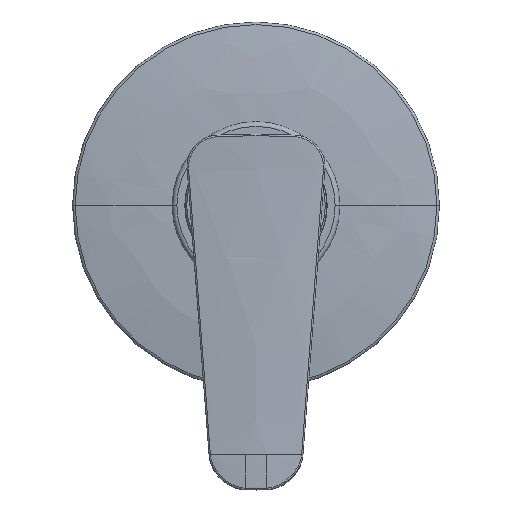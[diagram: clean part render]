
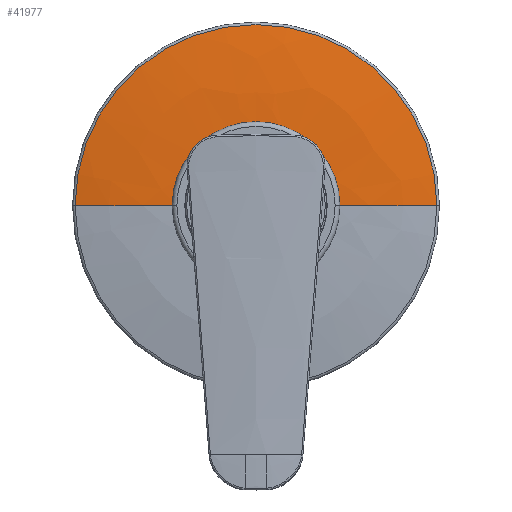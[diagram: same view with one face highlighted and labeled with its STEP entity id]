
A CAD part, top view. The second image highlights one B-rep face of the part: STEP entity #41977.
In plain terms, the highlighted free-form (B-spline) face has degree [3, 3] with [7, 4] control points.
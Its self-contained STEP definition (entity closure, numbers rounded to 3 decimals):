
#41616=CARTESIAN_POINT('',(0.,0.,49.));
#41617=DIRECTION('',(0.,0.,-1.));
#41618=DIRECTION('',(-1.,0.,0.));
#41619=AXIS2_PLACEMENT_3D('',#41616,#41617,#41618);
#41621=CARTESIAN_POINT('',(0.,0.,46.149));
#41622=DIRECTION('',(0.,0.,1.));
#41623=DIRECTION('',(1.,0.,0.));
#41624=AXIS2_PLACEMENT_3D('',#41621,#41622,#41623);
#41641=CARTESIAN_POINT('',(-25.,0.,-134.));
#41642=DIRECTION('',(0.,1.,0.));
#41643=DIRECTION('',(-0.176,0.,0.984));
#41644=AXIS2_PLACEMENT_3D('',#41641,#41642,#41643);
#41646=CARTESIAN_POINT('',(25.,0.,-134.));
#41647=DIRECTION('',(0.,-1.,0.));
#41648=DIRECTION('',(0.176,0.,0.984));
#41649=AXIS2_PLACEMENT_3D('',#41646,#41647,#41648);
#41689=CARTESIAN_POINT('',(-25.,0.,49.));
#41691=VERTEX_POINT('',#41689);
#41693=CARTESIAN_POINT('',(25.,0.,49.));
#41695=VERTEX_POINT('',#41693);
#41705=CARTESIAN_POINT('',(-57.176,0.,46.149));
#41706=CARTESIAN_POINT('',(57.176,0.,
46.149));
#41707=VERTEX_POINT('',#41705);
#41708=VERTEX_POINT('',#41706);
#41939=CARTESIAN_POINT('',(-24.305,-1.529,
48.999));
#41940=CARTESIAN_POINT('',(-35.511,-2.234,
49.039));
#41941=CARTESIAN_POINT('',(-46.674,-2.936,
48.048));
#41942=CARTESIAN_POINT('',(-57.698,-3.63,
46.034));
#41943=CARTESIAN_POINT('',(-25.246,13.428,
48.999));
#41944=CARTESIAN_POINT('',(-36.886,19.619,
49.039));
#41945=CARTESIAN_POINT('',(-48.481,25.786,
48.048));
#41946=CARTESIAN_POINT('',(-59.932,31.877,
46.034));
#41947=CARTESIAN_POINT('',(-14.987,24.353,
48.999));
#41948=CARTESIAN_POINT('',(-21.897,35.581,
49.039));
#41949=CARTESIAN_POINT('',(-28.78,46.766,
48.048));
#41950=CARTESIAN_POINT('',(-35.578,57.812,
46.034));
#41951=CARTESIAN_POINT('',(0.,24.353,48.999));
#41952=CARTESIAN_POINT('',(0.,35.581,49.039));
#41953=CARTESIAN_POINT('',(0.,46.766,48.048));
#41954=CARTESIAN_POINT('',(0.,57.812,46.034));
#41955=CARTESIAN_POINT('',(14.987,24.353,48.999));
#41956=CARTESIAN_POINT('',(21.897,35.581,49.039));
#41957=CARTESIAN_POINT('',(28.78,46.766,48.048));
#41958=CARTESIAN_POINT('',(35.578,57.812,46.034));
#41959=CARTESIAN_POINT('',(25.246,13.428,48.999));
#41960=CARTESIAN_POINT('',(36.886,19.619,49.039));
#41961=CARTESIAN_POINT('',(48.481,25.786,48.048));
#41962=CARTESIAN_POINT('',(59.932,31.877,46.034));
#41963=CARTESIAN_POINT('',(24.305,-1.529,
48.999));
#41964=CARTESIAN_POINT('',(35.511,-2.234,
49.039));
#41965=CARTESIAN_POINT('',(46.674,-2.936,
48.048));
#41966=CARTESIAN_POINT('',(57.698,-3.63,
46.034));
#41967=(BOUNDED_SURFACE()B_SPLINE_SURFACE(3,3,((#41939,#41940,#41941,#41942),(
#41943,#41944,#41945,#41946),(#41947,#41948,#41949,#41950),(#41951,#41952,
#41953,#41954),(#41955,#41956,#41957,#41958),(#41959,#41960,#41961,#41962),(
#41963,#41964,#41965,#41966)),.UNSPECIFIED.,.F.,.F.,.F.)B_SPLINE_SURFACE_WITH_KNOTS((4,3,4),(4,4),(0.,1.,2.),(0.,1.),.UNSPECIFIED.)GEOMETRIC_REPRESENTATION_ITEM()RATIONAL_B_SPLINE_SURFACE(((1.19,1.186,
1.186,1.19),(0.94,0.937,
0.937,0.94),(0.94,0.937,
0.937,0.94),(1.19,1.186,
1.186,1.19),(0.94,0.937,
0.937,0.94),(0.94,0.937,
0.937,0.94),(1.19,1.186,
1.186,1.19)))REPRESENTATION_ITEM('')SURFACE());
#41969=ORIENTED_EDGE('',*,*,#41968,.F.);
#41971=ORIENTED_EDGE('',*,*,#41970,.T.);
#41972=ORIENTED_EDGE('',*,*,#41925,.F.);
#41974=ORIENTED_EDGE('',*,*,#41973,.F.);
#41975=EDGE_LOOP('',(#41969,#41971,#41972,#41974));
#41976=FACE_OUTER_BOUND('',#41975,.F.);
#41977=ADVANCED_FACE('',(#41976),#41967,.T.);
#41620=CIRCLE('',#41619,25.);
#41625=CIRCLE('',#41624,57.176);
#41645=CIRCLE('',#41644,183.);
#41650=CIRCLE('',#41649,183.);
#41925=EDGE_CURVE('',#41691,#41695,#41620,.T.);
#41968=EDGE_CURVE('',#41708,#41707,#41625,.T.);
#41970=EDGE_CURVE('',#41708,#41695,#41650,.T.);
#41973=EDGE_CURVE('',#41707,#41691,#41645,.T.);
